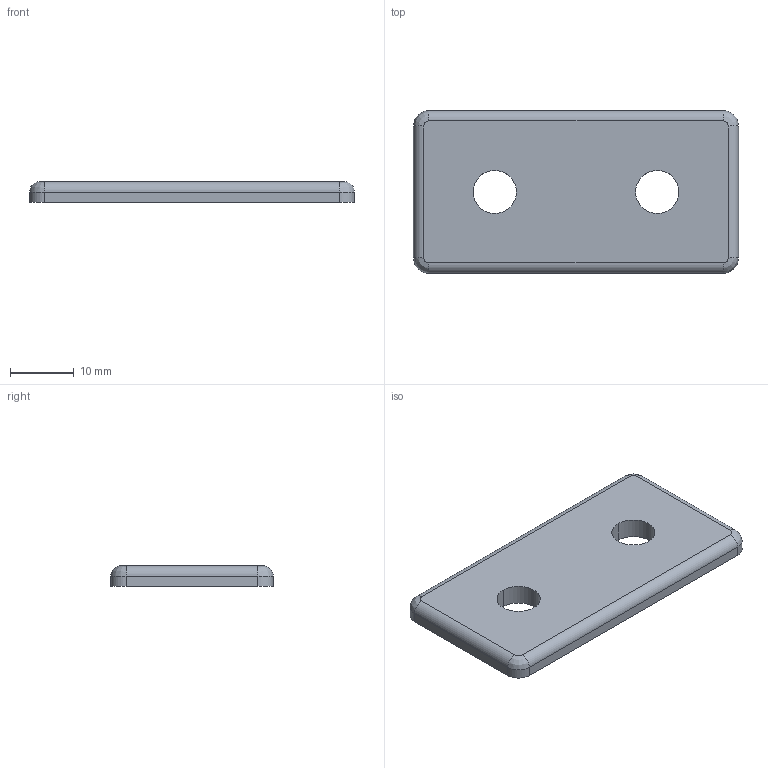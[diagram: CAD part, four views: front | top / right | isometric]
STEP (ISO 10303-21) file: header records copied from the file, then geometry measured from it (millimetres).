
FILE_DESCRIPTION((''),'2;1');
FILE_NAME('10AC7732.stp','2015-07-02T14:39:27',(''),(''),'Mechanical Desktop 2011','Mechanical Desktop 2011',', , ');
FILE_SCHEMA(('AUTOMOTIVE_DESIGN { 1 2 10303 214 1 1 1 1 }'));
Length unit declared in the file: inch
Products named in the file (1): Product
Bounding box: 50.8 x 25.4 x 3.17 mm (x, y, z)
Volume: 3773.2 mm3; surface area: 2930.1 mm2
Topology: 1 solids, 1 shells, 22 faces, 52 edges, 32 vertices
Faces by surface type: bspline 16, cylinder 5, plane 1
Entity records: 946 total; most frequent: CARTESIAN_POINT 417, ORIENTED_EDGE 104, DIRECTION 94, EDGE_CURVE 52, AXIS2_PLACEMENT_3D 35, VERTEX_POINT 32, CIRCLE 28, EDGE_LOOP 26
